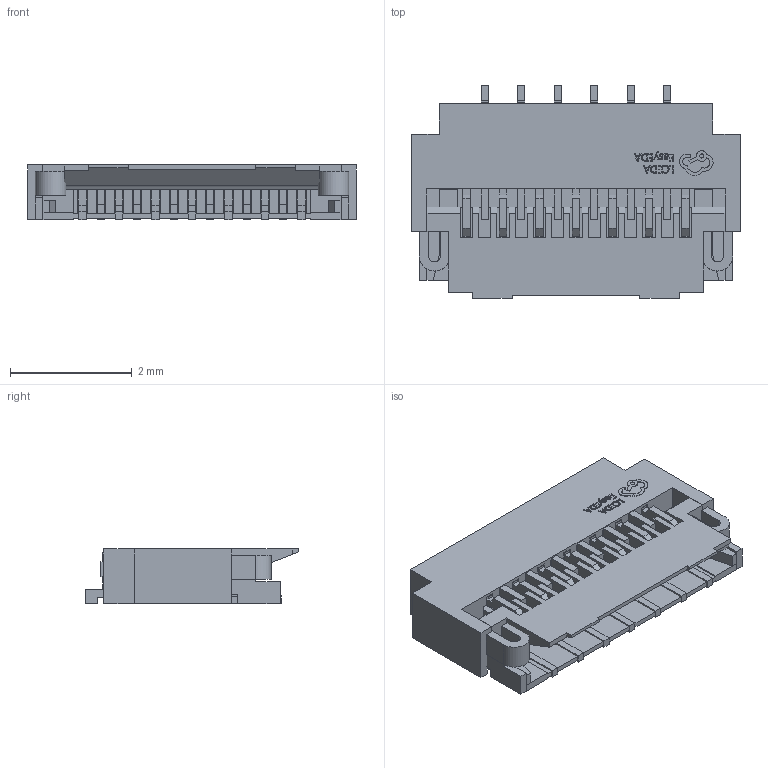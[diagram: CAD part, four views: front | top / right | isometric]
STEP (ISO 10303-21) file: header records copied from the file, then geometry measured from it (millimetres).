
FILE_DESCRIPTION (( 'STEP AP214' ), '1' );
FILE_NAME ('FPC-SMD_FH26W-13S-0.3SHW-60.step', '2022-07-06T14:05:20', ( '' ), ( '' ), 'SwSTEP 2.0', 'SolidWorks 2020', '' );
FILE_SCHEMA (( 'AUTOMOTIVE_DESIGN' ));
Length unit declared in the file: millimetre
Products named in the file (1): FPC-SMD_FH26W-13S-0.3SHW-60
Bounding box: 5.4 x 3.5 x 0.91 mm (x, y, z)
Volume: 7.8 mm3; surface area: 134.1 mm2
Topology: 34 solids, 34 shells, 930 faces, 2558 edges, 1696 vertices
Faces by surface type: plane 815, bspline 110, cylinder 5
Entity records: 40696 total; most frequent: CARTESIAN_POINT 7367, ORIENTED_EDGE 5116, DIRECTION 3986, EDGE_CURVE 2558, VECTOR 2324, LINE 2324, VERTEX_POINT 1696, EDGE_LOOP 956
